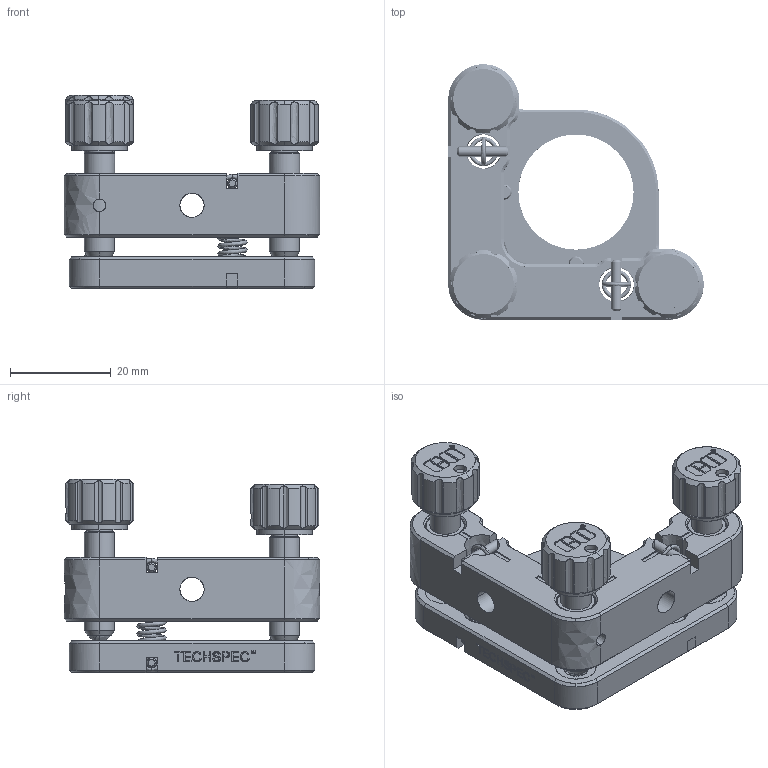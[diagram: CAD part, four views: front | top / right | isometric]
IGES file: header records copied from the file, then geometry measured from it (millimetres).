
Global section: file name: 58854Rev000.igs; native system: AutoCAD-16.0 (Microsoft Windows NT Version 5.1 (x86)); preprocessor: Autodesk IGES Translator Mechanical Desktop.R7.0.43.0 (Mar 18 2003) from Autodesk, Inc.; date: 20081014.094254; units: millimetre
Bounding box: 50.8 x 50.8 x 38.5 mm (x, y, z)
Surface area: 19246.7 mm2 (no closed solid volume)
Topology: 0 solids, 0 shells, 1759 faces, 18055 edges, 18006 vertices
Faces by surface type: bspline 1759
